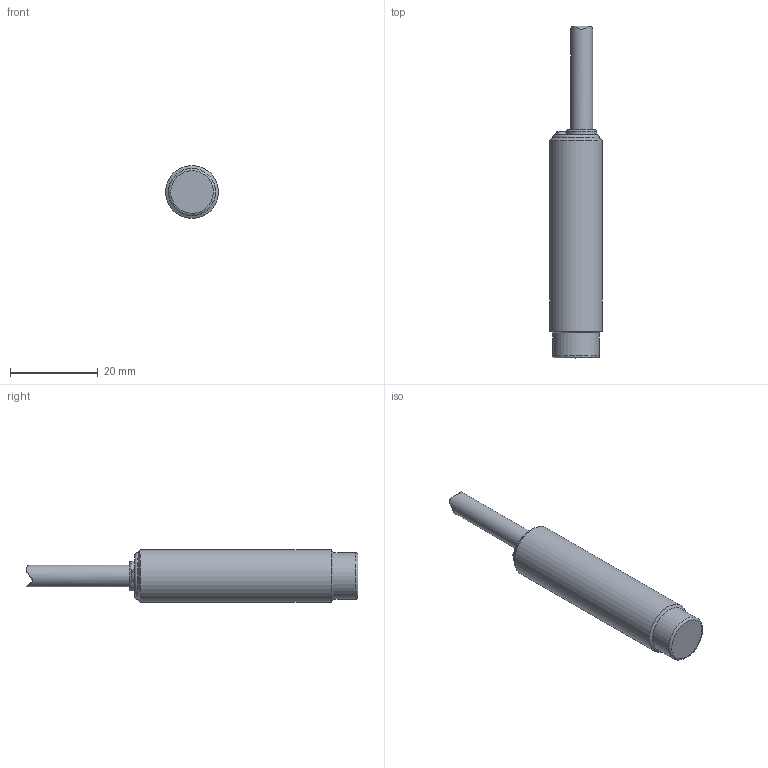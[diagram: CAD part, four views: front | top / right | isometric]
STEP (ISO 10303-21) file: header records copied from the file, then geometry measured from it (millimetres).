
FILE_DESCRIPTION (( 'STEP AP214' ), '1' );
FILE_NAME ('DW-AD-511-M12.STEP', '2018-04-11T11:47:51', ( '' ), ( '' ), 'SwSTEP 2.0', 'SolidWorks 2017', '' );
FILE_SCHEMA (( 'AUTOMOTIVE_DESIGN' ));
Length unit declared in the file: inch
Products named in the file (1): DW-AD-511-M12
Bounding box: 12 x 75.6 x 12 mm (x, y, z)
Volume: 6067.6 mm3; surface area: 2463.8 mm2
Topology: 1 solids, 1 shells, 31 faces, 82 edges, 54 vertices
Faces by surface type: plane 15, cone 7, cylinder 5, bspline 3, torus 1
Full cylindrical faces by diameter (mm): 5 x1, 10.5 x1, 10.7 x1, 12 x1
Entity records: 1253 total; most frequent: CARTESIAN_POINT 577, ORIENTED_EDGE 134, DIRECTION 112, EDGE_CURVE 67, VERTEX_POINT 48, AXIS2_PLACEMENT_3D 48, EDGE_LOOP 41, FACE_OUTER_BOUND 38
